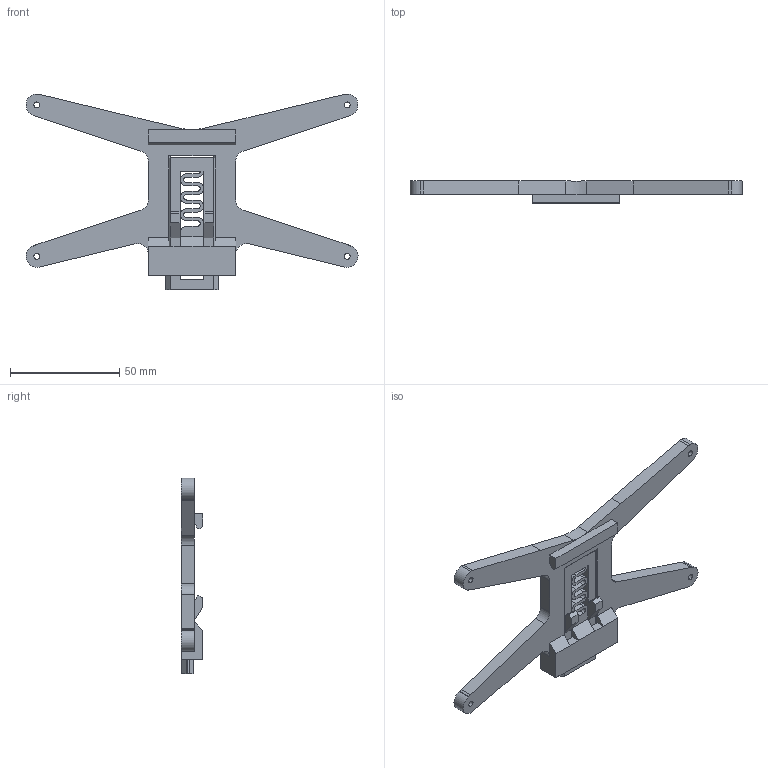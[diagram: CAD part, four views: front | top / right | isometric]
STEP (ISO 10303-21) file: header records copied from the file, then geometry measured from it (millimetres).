
FILE_DESCRIPTION (( 'STEP AP214' ), '1' );
FILE_NAME ('FysetcSpiderV1.1-DIN-adapter.STEP', '2024-02-04T22:19:25', ( '' ), ( '' ), 'SwSTEP 2.0', 'SolidWorks 2023', '' );
FILE_SCHEMA (( 'AUTOMOTIVE_DESIGN' ));
Length unit declared in the file: millimetre
Products named in the file (1): FysetcSpiderV1.1-DIN-adapter
Bounding box: 152.25 x 10 x 89.87 mm (x, y, z)
Volume: 35680.4 mm3; surface area: 19920.6 mm2
Topology: 1 solids, 1 shells, 145 faces, 429 edges, 283 vertices
Faces by surface type: plane 97, cylinder 48
Entity records: 4875 total; most frequent: ORIENTED_EDGE 858, CARTESIAN_POINT 858, DIRECTION 818, EDGE_CURVE 429, VECTOR 332, LINE 332, VERTEX_POINT 283, AXIS2_PLACEMENT_3D 243
